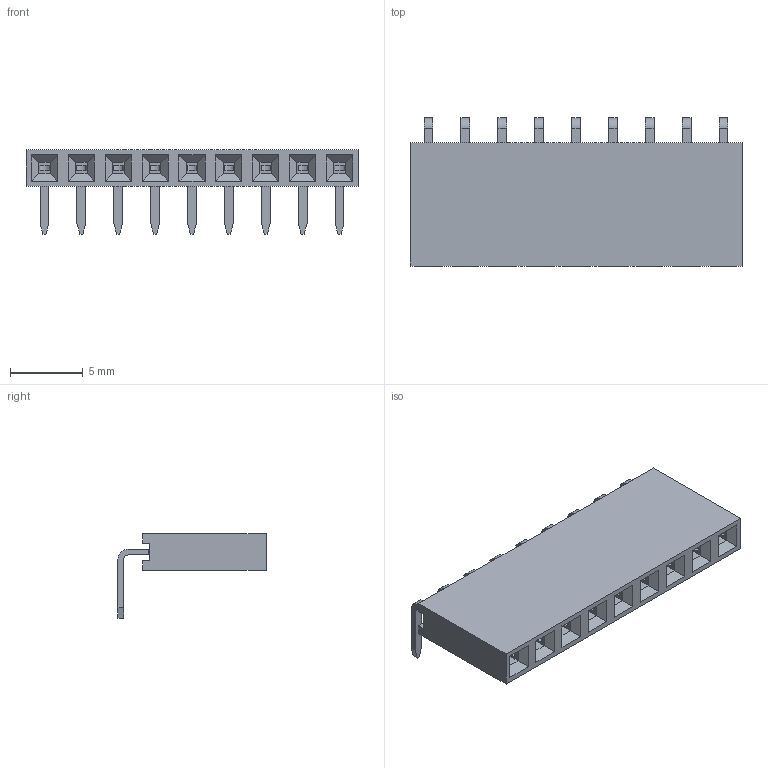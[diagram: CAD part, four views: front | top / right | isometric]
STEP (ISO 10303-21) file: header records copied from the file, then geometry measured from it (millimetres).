
FILE_DESCRIPTION(('STEP AP214'), '1');
FILE_NAME('PBS-R', '', ('UNSPECIFIED'), ('UNSPECIFIED'), 'ASCON STEP Converter 1.6', 'ASCON Math Kernel', '');
FILE_SCHEMA(('AUTOMOTIVE_DESIGN { 1 0 10303 214 3 1 1}'));
Length unit declared in the file: millimetre
Bounding box: 22.86 x 10.2 x 5.84 mm (x, y, z)
Volume: 446.3 mm3; surface area: 1013.4 mm2
Topology: 1 solids, 1 shells, 532 faces, 1464 edges, 916 vertices
Faces by surface type: plane 451, cylinder 81
Entity records: 20874 total; most frequent: ORIENTED_EDGE 2928, CARTESIAN_POINT 2913, DIRECTION 2728, EDGE_CURVE 1464, LINE 1266, VECTOR 1266, VERTEX_POINT 916, AXIS2_PLACEMENT_3D 731
